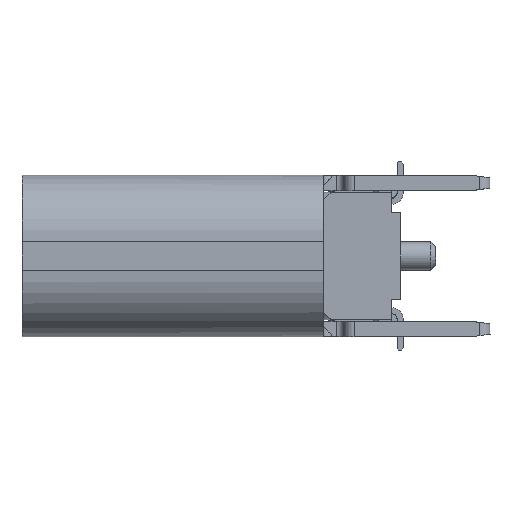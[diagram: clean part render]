
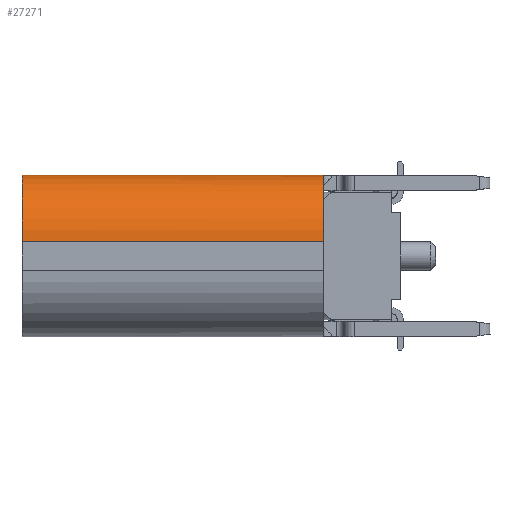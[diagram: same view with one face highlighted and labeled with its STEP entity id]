
A CAD part, left-side view. The second image highlights one B-rep face of the part: STEP entity #27271.
In plain terms, the highlighted cylindrical face has radius 1.3 mm (diameter 2.6 mm), a partial arc.
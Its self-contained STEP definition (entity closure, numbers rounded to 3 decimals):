
#151=B_SPLINE_CURVE_WITH_KNOTS('',3,(#40349,#40350,#40351,#40352),
 .UNSPECIFIED.,.F.,.F.,(4,4),(0.,0.),.UNSPECIFIED.);
#287=CYLINDRICAL_SURFACE('',#28735,1.3);
#604=CIRCLE('',#28681,1.3);
#633=CIRCLE('',#28736,1.3);
#10535=ORIENTED_EDGE('',*,*,#14781,.T.);
#10536=ORIENTED_EDGE('',*,*,#14782,.F.);
#10537=ORIENTED_EDGE('',*,*,#14783,.T.);
#10538=ORIENTED_EDGE('',*,*,#14693,.T.);
#10539=ORIENTED_EDGE('',*,*,#14697,.T.);
#14693=EDGE_CURVE('',#17157,#17156,#19694,.T.);
#14697=EDGE_CURVE('',#17156,#17159,#604,.T.);
#14781=EDGE_CURVE('',#17159,#17222,#151,.T.);
#14782=EDGE_CURVE('',#17223,#17222,#19745,.T.);
#14783=EDGE_CURVE('',#17223,#17157,#633,.T.);
#17156=VERTEX_POINT('',#40155);
#17157=VERTEX_POINT('',#40157);
#17159=VERTEX_POINT('',#40163);
#17222=VERTEX_POINT('',#40348);
#17223=VERTEX_POINT('',#40355);
#19694=LINE('',#40156,#22416);
#19745=LINE('',#40354,#22467);
#22416=VECTOR('',#33378,1000.);
#22467=VECTOR('',#33543,1000.);
#23942=EDGE_LOOP('',(#10535,#10536,#10537,#10538,#10539));
#25145=FACE_BOUND('',#23942,.T.);
#27271=ADVANCED_FACE('',(#25145),#287,.T.);
#28681=AXIS2_PLACEMENT_3D('',#40164,#33385,#33386);
#28735=AXIS2_PLACEMENT_3D('',#40353,#33541,#33542);
#28736=AXIS2_PLACEMENT_3D('',#40356,#33544,#33545);
#33378=DIRECTION('',(0.,1.,0.));
#33385=DIRECTION('',(0.,-1.,0.));
#33386=DIRECTION('',(0.,0.,-1.));
#33541=DIRECTION('',(0.,-1.,0.));
#33542=DIRECTION('',(0.,0.,-1.));
#33543=DIRECTION('',(0.,1.,0.));
#33544=DIRECTION('',(0.,1.,0.));
#33545=DIRECTION('',(0.,0.,-1.));
#40155=CARTESIAN_POINT('',(26.47,-8.75,-9.47));
#40156=CARTESIAN_POINT('',(26.47,-14.65,-9.47));
#40157=CARTESIAN_POINT('',(26.47,-14.65,-9.47));
#40163=CARTESIAN_POINT('',(25.2,-8.75,-8.17));
#40164=CARTESIAN_POINT('',(25.17,-8.75,-9.47));
#40348=CARTESIAN_POINT('',(25.17,-8.747,-8.17));
#40349=CARTESIAN_POINT('',(25.2,-8.75,-8.17));
#40350=CARTESIAN_POINT('',(25.19,-8.75,-8.17));
#40351=CARTESIAN_POINT('',(25.18,-8.749,-8.17));
#40352=CARTESIAN_POINT('',(25.17,-8.747,-8.17));
#40353=CARTESIAN_POINT('',(25.17,-14.65,-9.47));
#40354=CARTESIAN_POINT('',(25.17,-14.65,-8.17));
#40355=CARTESIAN_POINT('',(25.17,-14.65,-8.17));
#40356=CARTESIAN_POINT('',(25.17,-14.65,-9.47));
